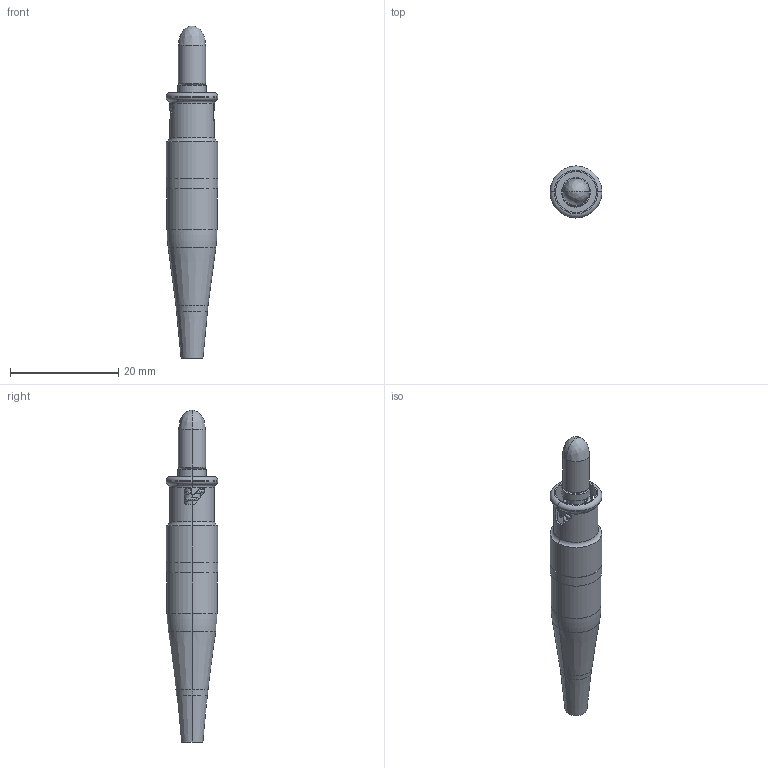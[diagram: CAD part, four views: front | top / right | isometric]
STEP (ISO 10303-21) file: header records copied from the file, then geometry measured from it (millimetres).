
FILE_DESCRIPTION (( 'STEP AP214' ), '1' );
FILE_NAME ('FOC-RSTMMLS.STEP', '2017-09-28T14:11:01', ( '' ), ( '' ), 'SwSTEP 2.0', 'SolidWorks 2014', '' );
FILE_SCHEMA (( 'AUTOMOTIVE_DESIGN' ));
Length unit declared in the file: inch
Products named in the file (11): FOC-RSTMMS-MA3; FOC-RSTMMS-MA6; FOC-RSTMMS-MA5; FOC-RSTMMS-MA1; FOC-RSTMMS-MA8; FOC-RSTMMS-MA7; FOC-RSTMMLS; FOC-M83522-MA10; FOC-M83522-MA9; FOC-RSTMMS-MA4; FOC-RSTMMS-MA2
Assembly tree (10 placements, depth 2):
  FOC-RSTMMLS
    FOC-RSTMMS-MA7
    FOC-RSTMMS-MA8
    FOC-RSTMMS-MA1
    FOC-RSTMMS-MA5
    FOC-RSTMMS-MA6
    FOC-RSTMMS-MA3
    FOC-RSTMMS-MA2
    FOC-RSTMMS-MA4
    FOC-M83522-MA9
    FOC-M83522-MA10
Bounding box: 9.6 x 9.6 x 61.34 mm (x, y, z)
Volume: 1991.4 mm3; surface area: 3545.2 mm2
Topology: 10 solids, 10 shells, 204 faces, 475 edges, 297 vertices
Faces by surface type: cylinder 87, plane 61, cone 30, torus 22, bspline 4
Entity records: 8637 total; most frequent: CARTESIAN_POINT 2559, DIRECTION 1081, ORIENTED_EDGE 946, EDGE_CURVE 473, AXIS2_PLACEMENT_3D 447, VERTEX_POINT 297, CIRCLE 234, EDGE_LOOP 230
